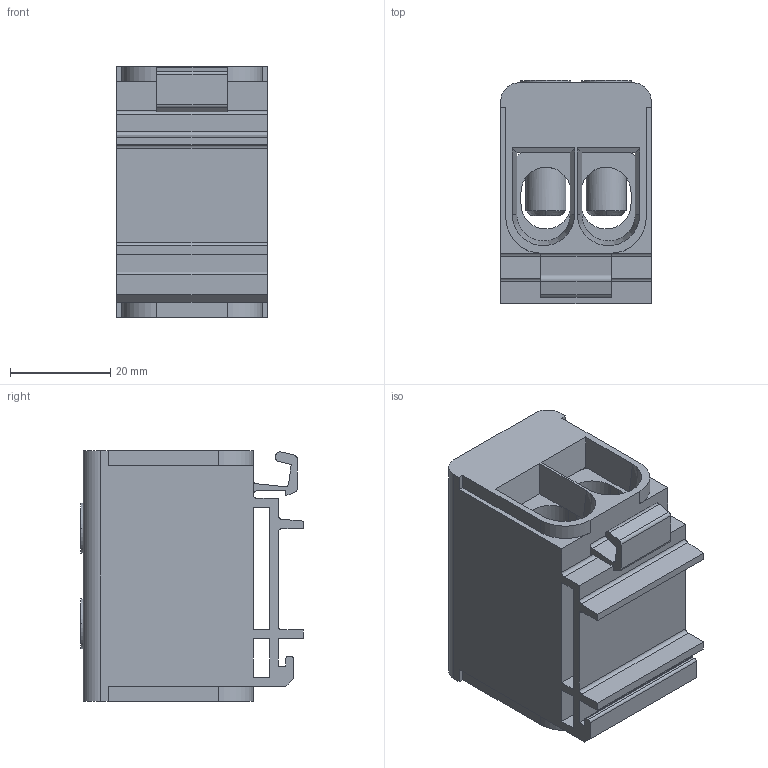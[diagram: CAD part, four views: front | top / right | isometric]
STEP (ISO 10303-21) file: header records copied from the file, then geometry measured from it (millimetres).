
FILE_DESCRIPTION (( 'STEP AP203' ), '1' );
FILE_NAME ('Êëåììà ñèëîâàÿ ââîäíàÿ äâîéíàÿ ÊÑÂ 16-50 (plc-kvs2-16-50-grey).STEP', '2020-08-04T09:10:13', ( '' ), ( '' ), 'SwSTEP 2.0', 'SolidWorks 2019', '' );
FILE_SCHEMA (( 'CONFIG_CONTROL_DESIGN' ));
Length unit declared in the file: millimetre
Products named in the file (1): Êëåììà ñèëîâàÿ ââîäíàÿ äâîéíàÿ ÊÑÂ 16-50 (plc-kvs2-16-50-grey)
Bounding box: 30 x 44.5 x 50 mm (x, y, z)
Volume: 29462.8 mm3; surface area: 23950.1 mm2
Topology: 1 solids, 1 shells, 201 faces, 554 edges, 362 vertices
Faces by surface type: plane 125, cylinder 58, cone 16, bspline 2
Entity records: 7513 total; most frequent: CARTESIAN_POINT 2176, ORIENTED_EDGE 1108, DIRECTION 1084, EDGE_CURVE 554, VECTOR 380, LINE 380, VERTEX_POINT 362, AXIS2_PLACEMENT_3D 352
